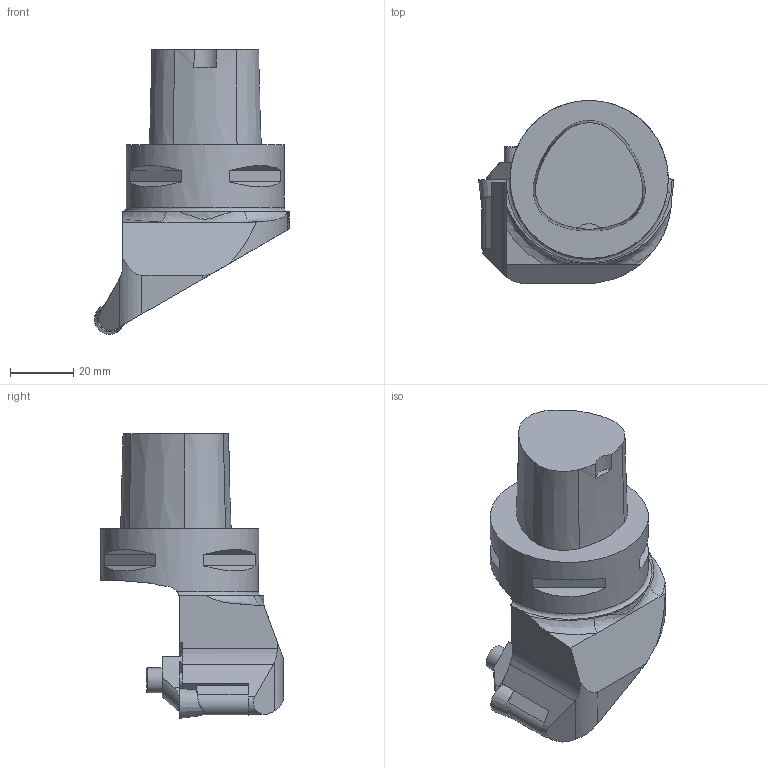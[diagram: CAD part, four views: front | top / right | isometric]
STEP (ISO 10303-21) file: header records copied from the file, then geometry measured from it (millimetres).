
FILE_DESCRIPTION(/* description */ (''),/* implementation_level */ '2;1');
FILE_NAME(/* name */ '1631703620776.stp',/* time_stamp */ '2021-09-15T16:30:36+05:00',/* author */ (''),/* organization */ ('SMS'),/* preprocessor_version */ 'ST-DEVELOPER v16.7',/* originating_system */ 'SIEMENS PLM Software NX 12.0',/* authorisation */ '');
FILE_SCHEMA (('AUTOMOTIVE_DESIGN { 1 0 10303 214 3 1 1 1 }'));
Length unit declared in the file: millimetre
Products named in the file (4): 203686281mod000_00; ASSEMBLY_CONSTRUCTION; 203712077mod000_00; 203712076mod000_00
Assembly tree (3 placements, depth 2):
  203712076mod000_00
    203712077mod000_00
    ASSEMBLY_CONSTRUCTION
    203686281mod000_00
Bounding box: 61.61 x 57.85 x 89.98 mm (x, y, z)
Volume: 98833.4 mm3; surface area: 16053.3 mm2
Topology: 2 solids, 3 shells, 86 faces, 219 edges, 152 vertices
Faces by surface type: plane 53, cylinder 16, cone 9, bspline 7, torus 1
Full cylindrical faces by diameter (mm): 4.826 x1, 7.92 x1, 50 x1
Entity records: 2944 total; most frequent: CARTESIAN_POINT 744, DIRECTION 429, ORIENTED_EDGE 412, EDGE_CURVE 206, AXIS2_PLACEMENT_3D 160, VERTEX_POINT 138, LINE 109, VECTOR 109
